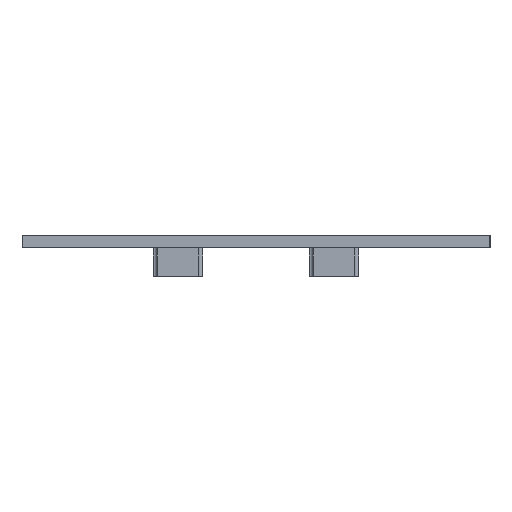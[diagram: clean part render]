
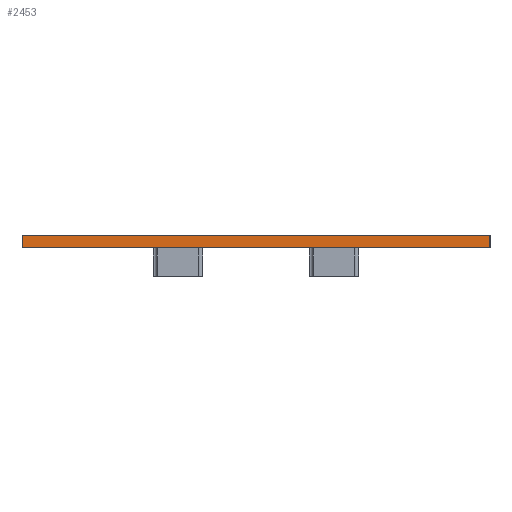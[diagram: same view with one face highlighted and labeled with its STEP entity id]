
A CAD part, left-side view. The second image highlights one B-rep face of the part: STEP entity #2453.
In plain terms, the highlighted planar face has unit normal (-1, 0, 0).
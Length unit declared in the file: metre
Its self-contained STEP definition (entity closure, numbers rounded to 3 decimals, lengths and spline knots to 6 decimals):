
#592=ORIENTED_EDGE('',*,*,#972,.T.);
#593=ORIENTED_EDGE('',*,*,#1172,.F.);
#594=ORIENTED_EDGE('',*,*,#1173,.F.);
#595=ORIENTED_EDGE('',*,*,#1174,.T.);
#972=EDGE_CURVE('',#1332,#1333,#1528,.T.);
#1172=EDGE_CURVE('',#1450,#1333,#1688,.T.);
#1173=EDGE_CURVE('',#1451,#1450,#1689,.T.);
#1174=EDGE_CURVE('',#1451,#1332,#1690,.T.);
#1332=VERTEX_POINT('',#3613);
#1333=VERTEX_POINT('',#3614);
#1450=VERTEX_POINT('',#4013);
#1451=VERTEX_POINT('',#4015);
#1528=LINE('',#3612,#1796);
#1688=LINE('',#4012,#1956);
#1689=LINE('',#4014,#1957);
#1690=LINE('',#4016,#1958);
#1796=VECTOR('',#2863,1.);
#1956=VECTOR('',#3267,1.);
#1957=VECTOR('',#3268,1.);
#1958=VECTOR('',#3269,1.);
#2113=EDGE_LOOP('',(#592,#593,#594,#595));
#2251=FACE_BOUND('',#2113,.T.);
#2345=PLANE('',#2670);
#2453=ADVANCED_FACE('',(#2251),#2345,.F.);
#2670=AXIS2_PLACEMENT_3D('',#4011,#3265,#3266);
#2863=DIRECTION('',(0.,1.,0.));
#3265=DIRECTION('',(1.,0.,0.));
#3266=DIRECTION('',(0.,0.,-1.));
#3267=DIRECTION('',(0.,0.,1.));
#3268=DIRECTION('',(0.,1.,0.));
#3269=DIRECTION('',(0.,0.,1.));
#3612=CARTESIAN_POINT('',(-0.0381,0.,0.));
#3613=CARTESIAN_POINT('',(-0.0381,-0.028575,0.));
#3614=CARTESIAN_POINT('',(-0.0381,0.028575,0.));
#4011=CARTESIAN_POINT('',(-0.0381,0.,-0.0015));
#4012=CARTESIAN_POINT('',(-0.0381,0.028575,-0.0015));
#4013=CARTESIAN_POINT('',(-0.0381,0.028575,-0.0015));
#4014=CARTESIAN_POINT('',(-0.0381,0.,-0.0015));
#4015=CARTESIAN_POINT('',(-0.0381,-0.028575,-0.0015));
#4016=CARTESIAN_POINT('',(-0.0381,-0.028575,-0.0015));
